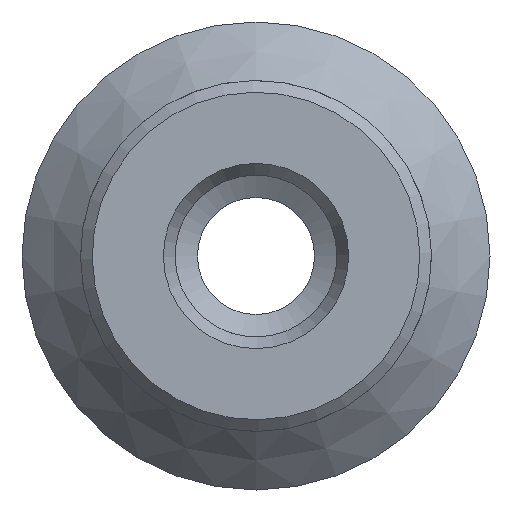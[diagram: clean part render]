
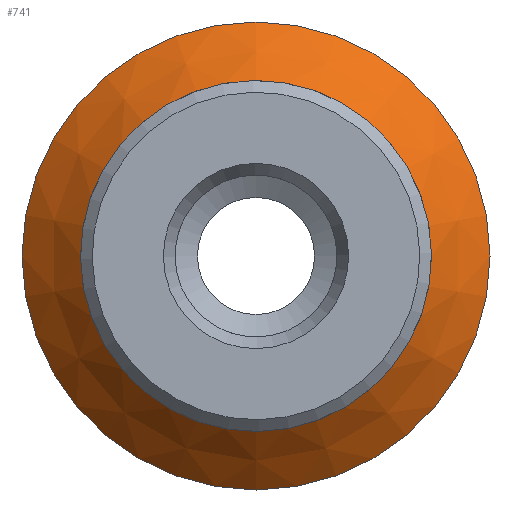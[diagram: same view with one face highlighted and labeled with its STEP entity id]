
A CAD part, front view. The second image highlights one B-rep face of the part: STEP entity #741.
In plain terms, the highlighted conical face has half-angle 45 degrees and reference radius 4.5 mm.
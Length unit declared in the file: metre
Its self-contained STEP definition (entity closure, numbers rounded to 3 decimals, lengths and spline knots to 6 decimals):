
#130=ORIENTED_EDGE('',*,*,#247,.F.);
#131=ORIENTED_EDGE('',*,*,#221,.T.);
#221=EDGE_CURVE('',#289,#289,#357,.T.);
#247=EDGE_CURVE('',#315,#315,#383,.T.);
#289=VERTEX_POINT('',#1255);
#315=VERTEX_POINT('',#1330);
#357=CIRCLE('',#829,0.006);
#383=CIRCLE('',#878,0.0045);
#470=EDGE_LOOP('',(#130));
#471=EDGE_LOOP('',(#131));
#606=FACE_BOUND('',#470,.T.);
#607=FACE_BOUND('',#471,.T.);
#703=CONICAL_SURFACE('',#877,0.0045,0.785);
#741=ADVANCED_FACE('',(#606,#607),#703,.T.);
#829=AXIS2_PLACEMENT_3D('',#1254,#978,#979);
#877=AXIS2_PLACEMENT_3D('',#1328,#1074,#1075);
#878=AXIS2_PLACEMENT_3D('',#1329,#1076,#1077);
#978=DIRECTION('',(0.,-1.,0.));
#979=DIRECTION('',(0.,0.,-1.));
#1074=DIRECTION('',(0.,1.,0.));
#1075=DIRECTION('',(0.,0.,1.));
#1076=DIRECTION('',(0.,-1.,0.));
#1077=DIRECTION('',(0.,0.,-1.));
#1254=CARTESIAN_POINT('',(0.,-0.0102,0.));
#1255=CARTESIAN_POINT('',(0.,-0.0102,-0.006));
#1328=CARTESIAN_POINT('',(0.,-0.0117,0.));
#1329=CARTESIAN_POINT('',(0.,-0.0117,0.));
#1330=CARTESIAN_POINT('',(0.,-0.0117,-0.0045));
